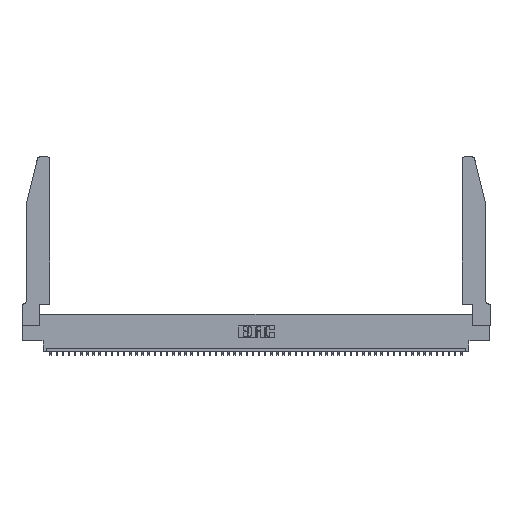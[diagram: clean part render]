
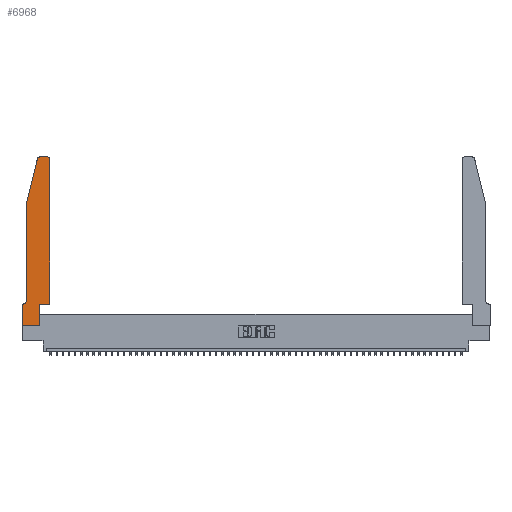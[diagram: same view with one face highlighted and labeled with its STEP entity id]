
A CAD part, top view. The second image highlights one B-rep face of the part: STEP entity #6968.
In plain terms, the highlighted planar face has unit normal (0, 0, 1).
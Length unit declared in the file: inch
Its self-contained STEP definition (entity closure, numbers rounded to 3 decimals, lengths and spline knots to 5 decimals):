
#271 = LINE ( 'NONE', #31025, #42214 ) ;
#551 = LINE ( 'NONE', #32073, #42500 ) ;
#662 = VECTOR ( 'NONE', #52675, 39.37008 ) ;
#1713 = DIRECTION ( 'NONE',  ( 0., 0., 1. ) ) ;
#1720 = VERTEX_POINT ( 'NONE', #19544 ) ;
#2132 = CIRCLE ( 'NONE', #13318, 0.03 ) ;
#3114 = CARTESIAN_POINT ( 'NONE',  ( 0.0055, 0.42, 0.37 ) ) ;
#3221 = VECTOR ( 'NONE', #5539, 39.37008 ) ;
#3428 = VERTEX_POINT ( 'NONE', #39591 ) ;
#3429 = FACE_OUTER_BOUND ( 'NONE', #35010, .T. ) ;
#3435 = ORIENTED_EDGE ( 'NONE', *, *, #50547, .T. ) ;
#4063 = EDGE_CURVE ( 'NONE', #18016, #3428, #23357, .T. ) ;
#4889 = DIRECTION ( 'NONE',  ( 1., 0., 0. ) ) ;
#5539 = DIRECTION ( 'NONE',  ( -1., 0., 0. ) ) ;
#6058 = CARTESIAN_POINT ( 'NONE',  ( 0.0755, 2., 0.37 ) ) ;
#6968 = ADVANCED_FACE ( 'NONE', ( #3429 ), #39183, .T. ) ;
#7206 = DIRECTION ( 'NONE',  ( 1., 0., 0. ) ) ;
#7458 = ORIENTED_EDGE ( 'NONE', *, *, #37078, .T. ) ;
#8164 = LINE ( 'NONE', #6058, #35463 ) ;
#8910 = EDGE_CURVE ( 'NONE', #42626, #9249, #17743, .T. ) ;
#8970 = EDGE_CURVE ( 'NONE', #50496, #15958, #22241, .T. ) ;
#9249 = VERTEX_POINT ( 'NONE', #12521 ) ;
#9879 = EDGE_CURVE ( 'NONE', #9249, #18016, #8164, .T. ) ;
#9881 = DIRECTION ( 'NONE',  ( 1., 0., 0. ) ) ;
#10271 = VERTEX_POINT ( 'NONE', #32664 ) ;
#11714 = CARTESIAN_POINT ( 'NONE',  ( 0.2865, 0., 0.37 ) ) ;
#12521 = CARTESIAN_POINT ( 'NONE',  ( 0.0755, 2., 0.37 ) ) ;
#12545 = DIRECTION ( 'NONE',  ( 1., 0., 0. ) ) ;
#12677 = CARTESIAN_POINT ( 'NONE',  ( 0.25487, 2.72718, 0.37 ) ) ;
#13318 = AXIS2_PLACEMENT_3D ( 'NONE', #32794, #48585, #12545 ) ;
#14182 = VECTOR ( 'NONE', #27500, 39.37008 ) ;
#14498 = DIRECTION ( 'NONE',  ( 0., 1., 0. ) ) ;
#15948 = EDGE_CURVE ( 'NONE', #10271, #34942, #22446, .T. ) ;
#15958 = VERTEX_POINT ( 'NONE', #11714 ) ;
#17743 = LINE ( 'NONE', #39399, #41946 ) ;
#18016 = VERTEX_POINT ( 'NONE', #27026 ) ;
#19202 = VECTOR ( 'NONE', #4889, 39.37008 ) ;
#19341 = EDGE_CURVE ( 'NONE', #1720, #42626, #2132, .T. ) ;
#19544 = CARTESIAN_POINT ( 'NONE',  ( 0.284, 2.75, 0.37 ) ) ;
#20676 = ORIENTED_EDGE ( 'NONE', *, *, #36496, .T. ) ;
#20775 = EDGE_CURVE ( 'NONE', #3428, #51759, #21614, .T. ) ;
#21559 = CARTESIAN_POINT ( 'NONE',  ( 0.4505, 0.35, 0.37 ) ) ;
#21614 = LINE ( 'NONE', #46194, #3221 ) ;
#21848 = EDGE_CURVE ( 'NONE', #27179, #1720, #551, .T. ) ;
#22198 = ORIENTED_EDGE ( 'NONE', *, *, #21848, .T. ) ;
#22241 = LINE ( 'NONE', #48398, #662 ) ;
#22446 = LINE ( 'NONE', #50978, #14182 ) ;
#22988 = DIRECTION ( 'NONE',  ( -0.239, -0.971, 0. ) ) ;
#23357 = CIRCLE ( 'NONE', #32934, 0.07 ) ;
#24343 = CARTESIAN_POINT ( 'NONE',  ( 0.4205, 2.75, 0.37 ) ) ;
#26533 = CARTESIAN_POINT ( 'NONE',  ( 0.4505, 2.72, 0.37 ) ) ;
#26588 = ORIENTED_EDGE ( 'NONE', *, *, #8970, .T. ) ;
#27026 = CARTESIAN_POINT ( 'NONE',  ( 0.0755, 0.42, 0.37 ) ) ;
#27179 = VERTEX_POINT ( 'NONE', #24343 ) ;
#27500 = DIRECTION ( 'NONE',  ( 0., 1., 0. ) ) ;
#28669 = VECTOR ( 'NONE', #44352, 39.37008 ) ;
#29685 = DIRECTION ( 'NONE',  ( 0., -1., 0. ) ) ;
#29899 = ORIENTED_EDGE ( 'NONE', *, *, #9879, .T. ) ;
#30188 = CIRCLE ( 'NONE', #52520, 0.03 ) ;
#31025 = CARTESIAN_POINT ( 'NONE',  ( 0.2865, 0.35, 0.37 ) ) ;
#31921 = VERTEX_POINT ( 'NONE', #42793 ) ;
#32073 = CARTESIAN_POINT ( 'NONE',  ( 0.2605, 2.75, 0.37 ) ) ;
#32664 = CARTESIAN_POINT ( 'NONE',  ( 0.4505, 0.35, 0.37 ) ) ;
#32794 = CARTESIAN_POINT ( 'NONE',  ( 0.284, 2.72, 0.37 ) ) ;
#32934 = AXIS2_PLACEMENT_3D ( 'NONE', #3114, #47306, #35404 ) ;
#33002 = ORIENTED_EDGE ( 'NONE', *, *, #4063, .T. ) ;
#34017 = CARTESIAN_POINT ( 'NONE',  ( 0., 0., 0.37 ) ) ;
#34942 = VERTEX_POINT ( 'NONE', #26533 ) ;
#35010 = EDGE_LOOP ( 'NONE', ( #22198, #43770, #49562, #29899, #33002, #37470, #41219, #26588, #20676, #7458, #40708, #3435 ) ) ;
#35250 = DIRECTION ( 'NONE',  ( 0., 0., 1. ) ) ;
#35404 = DIRECTION ( 'NONE',  ( -1., 0., 0. ) ) ;
#35463 = VECTOR ( 'NONE', #29685, 39.37008 ) ;
#36496 = EDGE_CURVE ( 'NONE', #15958, #31921, #271, .T. ) ;
#37023 = DIRECTION ( 'NONE',  ( -1., 0., 0. ) ) ;
#37078 = EDGE_CURVE ( 'NONE', #31921, #10271, #37616, .T. ) ;
#37470 = ORIENTED_EDGE ( 'NONE', *, *, #20775, .T. ) ;
#37616 = LINE ( 'NONE', #21559, #19202 ) ;
#39183 = PLANE ( 'NONE',  #51065 ) ;
#39399 = CARTESIAN_POINT ( 'NONE',  ( 0.0755, 2., 0.37 ) ) ;
#39591 = CARTESIAN_POINT ( 'NONE',  ( 0.0055, 0.35, 0.37 ) ) ;
#40263 = CARTESIAN_POINT ( 'NONE',  ( 0., 0., 0.37 ) ) ;
#40663 = CARTESIAN_POINT ( 'NONE',  ( 0., 0.35, 0.37 ) ) ;
#40708 = ORIENTED_EDGE ( 'NONE', *, *, #15948, .T. ) ;
#40761 = LINE ( 'NONE', #40263, #28669 ) ;
#41219 = ORIENTED_EDGE ( 'NONE', *, *, #46632, .T. ) ;
#41946 = VECTOR ( 'NONE', #22988, 39.37008 ) ;
#42037 = CARTESIAN_POINT ( 'NONE',  ( 0.4205, 2.72, 0.37 ) ) ;
#42214 = VECTOR ( 'NONE', #14498, 39.37008 ) ;
#42500 = VECTOR ( 'NONE', #37023, 39.37008 ) ;
#42626 = VERTEX_POINT ( 'NONE', #12677 ) ;
#42793 = CARTESIAN_POINT ( 'NONE',  ( 0.2865, 0.35, 0.37 ) ) ;
#43770 = ORIENTED_EDGE ( 'NONE', *, *, #19341, .T. ) ;
#44352 = DIRECTION ( 'NONE',  ( 0., -1., 0. ) ) ;
#46194 = CARTESIAN_POINT ( 'NONE',  ( 0.0755, 0.35, 0.37 ) ) ;
#46632 = EDGE_CURVE ( 'NONE', #51759, #50496, #40761, .T. ) ;
#47306 = DIRECTION ( 'NONE',  ( 0., 0., -1. ) ) ;
#47679 = CARTESIAN_POINT ( 'NONE',  ( 0., 0.35, 0.37 ) ) ;
#48398 = CARTESIAN_POINT ( 'NONE',  ( 0., 0., 0.37 ) ) ;
#48585 = DIRECTION ( 'NONE',  ( 0., 0., 1. ) ) ;
#49562 = ORIENTED_EDGE ( 'NONE', *, *, #8910, .T. ) ;
#50496 = VERTEX_POINT ( 'NONE', #34017 ) ;
#50547 = EDGE_CURVE ( 'NONE', #34942, #27179, #30188, .T. ) ;
#50978 = CARTESIAN_POINT ( 'NONE',  ( 0.4505, 0.35, 0.37 ) ) ;
#51065 = AXIS2_PLACEMENT_3D ( 'NONE', #47679, #35250, #7206 ) ;
#51759 = VERTEX_POINT ( 'NONE', #40663 ) ;
#52520 = AXIS2_PLACEMENT_3D ( 'NONE', #42037, #1713, #9881 ) ;
#52675 = DIRECTION ( 'NONE',  ( 1., 0., 0. ) ) ;
